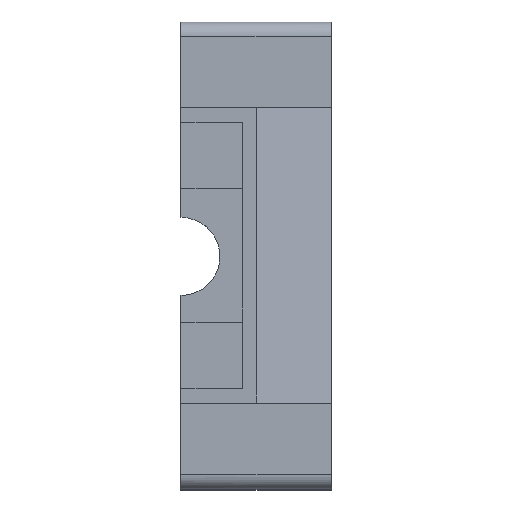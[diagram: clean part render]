
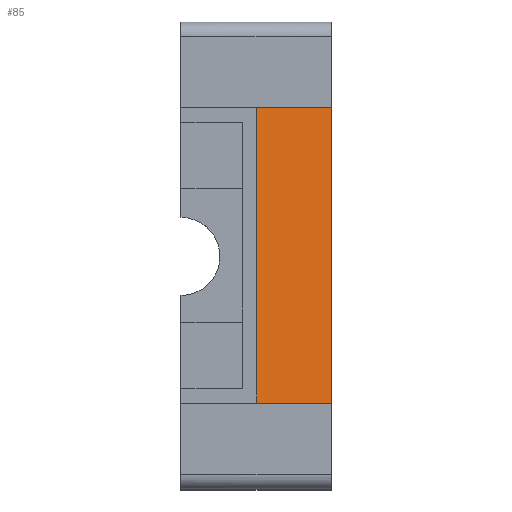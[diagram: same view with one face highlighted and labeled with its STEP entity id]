
A CAD part, top view. The second image highlights one B-rep face of the part: STEP entity #85.
In plain terms, the highlighted planar face has unit normal (0.601, 0, 0.799).
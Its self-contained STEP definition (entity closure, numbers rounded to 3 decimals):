
#85=ADVANCED_FACE('',(#206),#1959,.T.);
#206=FACE_OUTER_BOUND('',#318,.T.);
#318=EDGE_LOOP('',(#720,#721,#722,#723));
#720=ORIENTED_EDGE('',*,*,#1216,.F.);
#721=ORIENTED_EDGE('',*,*,#1219,.F.);
#722=ORIENTED_EDGE('',*,*,#1217,.T.);
#723=ORIENTED_EDGE('',*,*,#1218,.F.);
#1216=EDGE_CURVE('',#1799,#1801,#1438,.T.);
#1217=EDGE_CURVE('',#1798,#1800,#1439,.T.);
#1218=EDGE_CURVE('',#1801,#1800,#1440,.T.);
#1219=EDGE_CURVE('',#1798,#1799,#1441,.T.);
#1438=B_SPLINE_CURVE_WITH_KNOTS('',1,(#3349,#3350),.UNSPECIFIED.,.F.,.F.,
(2,2),(34.1,93.9),.UNSPECIFIED.);
#1439=B_SPLINE_CURVE_WITH_KNOTS('',1,(#3351,#3352),.UNSPECIFIED.,.F.,.F.,
(2,2),(34.1,93.9),.UNSPECIFIED.);
#1440=B_SPLINE_CURVE_WITH_KNOTS('',1,(#3353,#3354),.UNSPECIFIED.,.F.,.F.,
(2,2),(0.,18.762),.UNSPECIFIED.);
#1441=B_SPLINE_CURVE_WITH_KNOTS('',1,(#3355,#3356),.UNSPECIFIED.,.F.,.F.,
(2,2),(-18.762,0.),.UNSPECIFIED.);
#1798=VERTEX_POINT('',#2761);
#1799=VERTEX_POINT('',#2762);
#1800=VERTEX_POINT('',#2763);
#1801=VERTEX_POINT('',#2764);
#1959=PLANE('',#2026);
#2026=AXIS2_PLACEMENT_3D('',#2358,#2076,$);
#2076=DIRECTION('',(0.601,0.,0.799));
#2358=CARTESIAN_POINT('',(15.4,-64.,59.));
#2761=CARTESIAN_POINT('',(30.4,-29.9,47.729));
#2762=CARTESIAN_POINT('',(15.4,-29.9,59.));
#2763=CARTESIAN_POINT('',(30.4,29.9,47.729));
#2764=CARTESIAN_POINT('',(15.4,29.9,59.));
#3349=CARTESIAN_POINT('',(15.4,-29.9,59.));
#3350=CARTESIAN_POINT('',(15.4,29.9,59.));
#3351=CARTESIAN_POINT('',(30.4,-29.9,47.729));
#3352=CARTESIAN_POINT('',(30.4,29.9,47.729));
#3353=CARTESIAN_POINT('',(15.4,29.9,59.));
#3354=CARTESIAN_POINT('',(30.4,29.9,47.729));
#3355=CARTESIAN_POINT('',(30.4,-29.9,47.729));
#3356=CARTESIAN_POINT('',(15.4,-29.9,59.));
